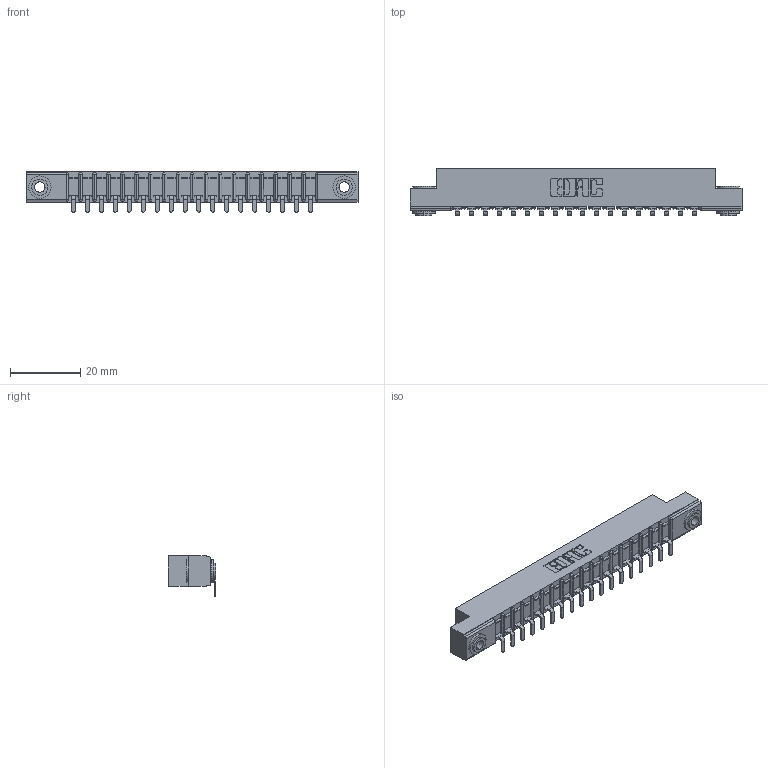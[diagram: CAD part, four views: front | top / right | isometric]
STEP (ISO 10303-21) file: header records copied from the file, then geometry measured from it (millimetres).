
FILE_DESCRIPTION (( 'STEP AP203' ), '1' );
FILE_NAME ('357-018-553-103.STEP', '2018-08-08T05:03:23', ( '' ), ( '' ), 'SwSTEP 2.0', 'SolidWorks 2016', '' );
FILE_SCHEMA (( 'CONFIG_CONTROL_DESIGN' ));
Length unit declared in the file: inch
Products named in the file (4): 307 Part_.156 Dia Mounting Holes; 307-290-002_553; 345-250-002_345-250-002-102; 357-018-553-103
Assembly tree (21 placements, depth 2):
  357-018-553-103
    307 Part_.156 Dia Mounting Holes
    307-290-002_553  x18
    345-250-002_345-250-002-102  x2
Bounding box: 94.34 x 13.36 x 11.51 mm (x, y, z)
Volume: 628 mm3; surface area: 11365 mm2
Topology: 20 solids, 21 shells, 1593 faces, 4825 edges, 3161 vertices
Faces by surface type: plane 940, cylinder 607, sphere 38, cone 8
Entity records: 20309 total; most frequent: CARTESIAN_POINT 3401, ORIENTED_EDGE 3382, DIRECTION 3331, EDGE_CURVE 1691, VECTOR 1275, LINE 1275, VERTEX_POINT 1098, AXIS2_PLACEMENT_3D 1028
